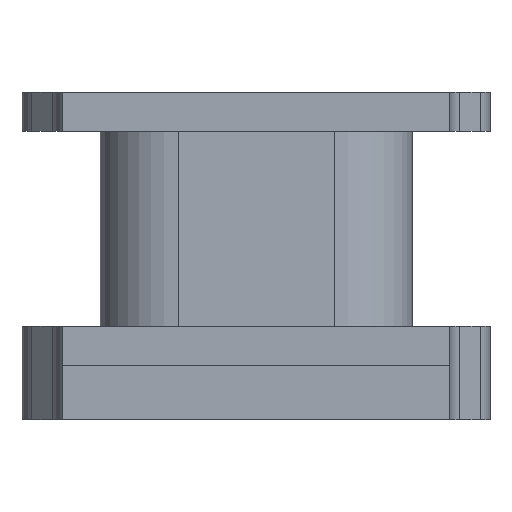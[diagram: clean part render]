
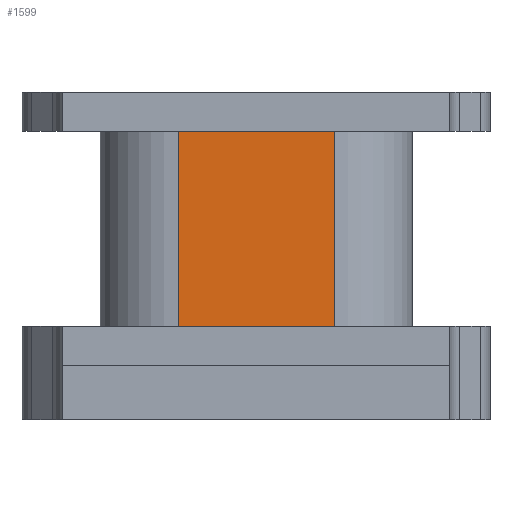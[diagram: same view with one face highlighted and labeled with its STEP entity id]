
A CAD part, front view. The second image highlights one B-rep face of the part: STEP entity #1599.
In plain terms, the highlighted planar face has unit normal (0, -1, 0).
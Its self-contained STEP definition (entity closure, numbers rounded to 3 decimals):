
#52 = CARTESIAN_POINT ( 'NONE',  ( 1., -1.7, 3.7 ) ) ;
#86 = CARTESIAN_POINT ( 'NONE',  ( -1., -1.7, 3.7 ) ) ;
#178 = VERTEX_POINT ( 'NONE', #2189 ) ;
#227 = VECTOR ( 'NONE', #1952, 1000. ) ;
#447 = VECTOR ( 'NONE', #1496, 1000. ) ;
#479 = CARTESIAN_POINT ( 'NONE',  ( -1., -1.7, 1.2 ) ) ;
#483 = FACE_OUTER_BOUND ( 'NONE', #2143, .T. ) ;
#558 = CARTESIAN_POINT ( 'NONE',  ( -3., -1.7, 1.2 ) ) ;
#595 = AXIS2_PLACEMENT_3D ( 'NONE', #2619, #1391, #1712 ) ;
#729 = VECTOR ( 'NONE', #1537, 1000. ) ;
#770 = DIRECTION ( 'NONE',  ( 1., 0., 0. ) ) ;
#850 = EDGE_CURVE ( 'NONE', #1331, #2178, #2302, .T. ) ;
#974 = VECTOR ( 'NONE', #770, 1000. ) ;
#1121 = CARTESIAN_POINT ( 'NONE',  ( 1., -1.7, 3.7 ) ) ;
#1312 = ORIENTED_EDGE ( 'NONE', *, *, #1591, .T. ) ;
#1331 = VERTEX_POINT ( 'NONE', #2300 ) ;
#1337 = ORIENTED_EDGE ( 'NONE', *, *, #850, .T. ) ;
#1391 = DIRECTION ( 'NONE',  ( 0., -1., 0. ) ) ;
#1401 = EDGE_CURVE ( 'NONE', #178, #1755, #2033, .T. ) ;
#1496 = DIRECTION ( 'NONE',  ( 0., 0., 1. ) ) ;
#1514 = LINE ( 'NONE', #558, #974 ) ;
#1537 = DIRECTION ( 'NONE',  ( 0., 0., -1. ) ) ;
#1591 = EDGE_CURVE ( 'NONE', #2178, #178, #1514, .T. ) ;
#1599 = ADVANCED_FACE ( 'NONE', ( #483 ), #1794, .T. ) ;
#1712 = DIRECTION ( 'NONE',  ( 0., 0., -1. ) ) ;
#1755 = VERTEX_POINT ( 'NONE', #1121 ) ;
#1794 = PLANE ( 'NONE',  #595 ) ;
#1947 = CARTESIAN_POINT ( 'NONE',  ( -1., -1.7, 3.7 ) ) ;
#1952 = DIRECTION ( 'NONE',  ( -1., 0., 0. ) ) ;
#2033 = LINE ( 'NONE', #52, #447 ) ;
#2143 = EDGE_LOOP ( 'NONE', ( #2538, #1337, #1312, #2602 ) ) ;
#2178 = VERTEX_POINT ( 'NONE', #479 ) ;
#2189 = CARTESIAN_POINT ( 'NONE',  ( 1., -1.7, 1.2 ) ) ;
#2300 = CARTESIAN_POINT ( 'NONE',  ( -1., -1.7, 3.7 ) ) ;
#2302 = LINE ( 'NONE', #86, #729 ) ;
#2418 = EDGE_CURVE ( 'NONE', #1755, #1331, #2556, .T. ) ;
#2538 = ORIENTED_EDGE ( 'NONE', *, *, #2418, .T. ) ;
#2556 = LINE ( 'NONE', #1947, #227 ) ;
#2602 = ORIENTED_EDGE ( 'NONE', *, *, #1401, .T. ) ;
#2619 = CARTESIAN_POINT ( 'NONE',  ( -1., -1.7, 3.7 ) ) ;
